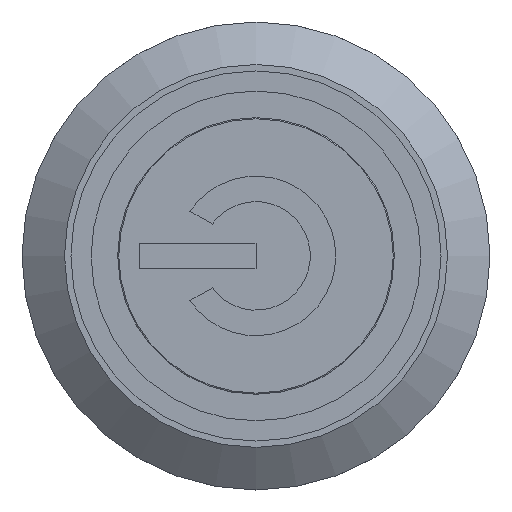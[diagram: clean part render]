
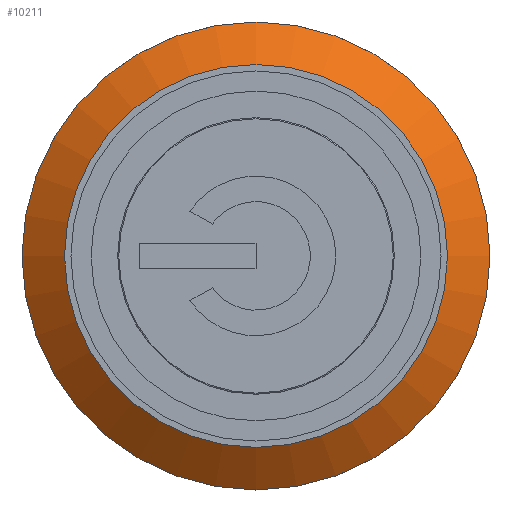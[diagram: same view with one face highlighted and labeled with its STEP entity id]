
A CAD part, top view. The second image highlights one B-rep face of the part: STEP entity #10211.
In plain terms, the highlighted conical face has half-angle 53.13 degrees and reference radius 10 mm.
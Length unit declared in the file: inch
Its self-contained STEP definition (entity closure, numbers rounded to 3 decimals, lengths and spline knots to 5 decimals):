
#37=CONICAL_SURFACE('',#11092,0.3937,0.927);
#873=FACE_OUTER_BOUND('',#1464,.T.);
#1464=EDGE_LOOP('',(#8368,#8369,#8370,#8371));
#2240=LINE('',#16264,#3329);
#3329=VECTOR('',#13144,0.3937);
#4206=CIRCLE('',#11091,0.43307);
#4207=CIRCLE('',#11093,0.35433);
#4821=VERTEX_POINT('',#16258);
#4822=VERTEX_POINT('',#16262);
#6072=EDGE_CURVE('',#4821,#4821,#4206,.T.);
#6074=EDGE_CURVE('',#4822,#4822,#4207,.T.);
#6075=EDGE_CURVE('',#4822,#4821,#2240,.T.);
#8368=ORIENTED_EDGE('',*,*,#6074,.F.);
#8369=ORIENTED_EDGE('',*,*,#6075,.T.);
#8370=ORIENTED_EDGE('',*,*,#6072,.T.);
#8371=ORIENTED_EDGE('',*,*,#6075,.F.);
#10211=ADVANCED_FACE('',(#873),#37,.T.);
#11091=AXIS2_PLACEMENT_3D('',#16259,#13137,#13138);
#11092=AXIS2_PLACEMENT_3D('',#16261,#13140,#13141);
#11093=AXIS2_PLACEMENT_3D('',#16263,#13142,#13143);
#13137=DIRECTION('center_axis',(0.,0.,
1.));
#13138=DIRECTION('ref_axis',(0.,-1.,0.));
#13140=DIRECTION('center_axis',(0.,0.,
-1.));
#13141=DIRECTION('ref_axis',(0.,-1.,0.));
#13142=DIRECTION('center_axis',(0.,0.,
1.));
#13143=DIRECTION('ref_axis',(0.,-1.,0.));
#13144=DIRECTION('',(0.,0.8,-0.6));
#16258=CARTESIAN_POINT('',(0.,0.43307,0.01969));
#16259=CARTESIAN_POINT('Origin',(0.,0.,
0.01969));
#16261=CARTESIAN_POINT('Origin',(0.,0.,
0.04921));
#16262=CARTESIAN_POINT('',(0.,0.35433,0.07874));
#16263=CARTESIAN_POINT('Origin',(0.,0.,
0.07874));
#16264=CARTESIAN_POINT('',(0.,0.3937,0.04921));
